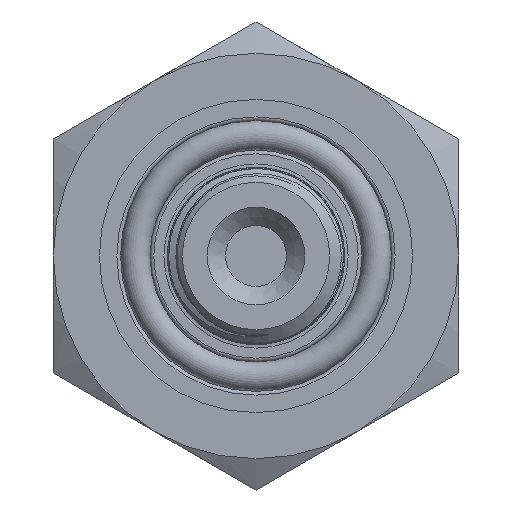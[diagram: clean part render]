
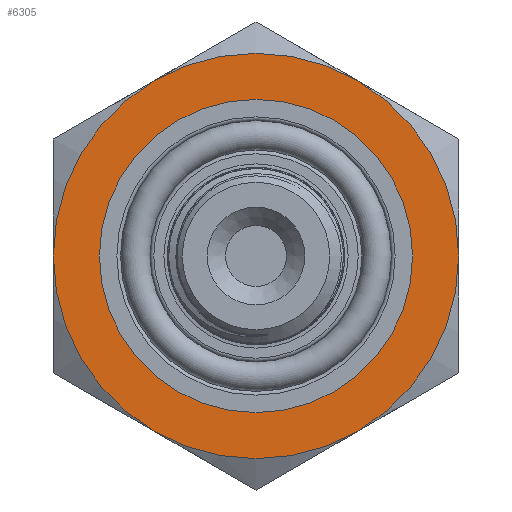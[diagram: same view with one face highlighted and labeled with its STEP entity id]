
A CAD part, left-side view. The second image highlights one B-rep face of the part: STEP entity #6305.
In plain terms, the highlighted planar face has unit normal (-1, 0, 0).
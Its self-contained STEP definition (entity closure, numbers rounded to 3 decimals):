
#351=PLANE('',#6496);
#390=FACE_BOUND('',#1129,.T.);
#736=FACE_OUTER_BOUND('',#1128,.T.);
#1128=EDGE_LOOP('',(#5751,#5752,#5753,#5754,#5755,#5756));
#1129=EDGE_LOOP('',(#5757));
#1215=CIRCLE('',#6461,11.);
#1216=CIRCLE('',#6463,11.);
#1217=CIRCLE('',#6465,11.);
#1218=CIRCLE('',#6467,11.);
#1219=CIRCLE('',#6469,11.);
#1220=CIRCLE('',#6471,11.);
#1229=CIRCLE('',#6495,8.5);
#2986=VERTEX_POINT('',#15953);
#2987=VERTEX_POINT('',#15957);
#2989=VERTEX_POINT('',#15964);
#2991=VERTEX_POINT('',#15974);
#2993=VERTEX_POINT('',#15987);
#2995=VERTEX_POINT('',#15997);
#3011=VERTEX_POINT('',#18489);
#3890=EDGE_CURVE('',#2986,#2987,#1215,.T.);
#3893=EDGE_CURVE('',#2989,#2986,#1216,.T.);
#3896=EDGE_CURVE('',#2991,#2989,#1217,.T.);
#3898=EDGE_CURVE('',#2993,#2991,#1218,.T.);
#3901=EDGE_CURVE('',#2995,#2993,#1219,.T.);
#3904=EDGE_CURVE('',#2987,#2995,#1220,.T.);
#3939=EDGE_CURVE('',#3011,#3011,#1229,.T.);
#5751=ORIENTED_EDGE('',*,*,#3904,.T.);
#5752=ORIENTED_EDGE('',*,*,#3901,.T.);
#5753=ORIENTED_EDGE('',*,*,#3898,.T.);
#5754=ORIENTED_EDGE('',*,*,#3896,.T.);
#5755=ORIENTED_EDGE('',*,*,#3893,.T.);
#5756=ORIENTED_EDGE('',*,*,#3890,.T.);
#5757=ORIENTED_EDGE('',*,*,#3939,.T.);
#6305=ADVANCED_FACE('',(#736,#390),#351,.T.);
#6461=AXIS2_PLACEMENT_3D('',#15961,#7049,#7050);
#6463=AXIS2_PLACEMENT_3D('',#15971,#7053,#7054);
#6465=AXIS2_PLACEMENT_3D('',#15981,#7057,#7058);
#6467=AXIS2_PLACEMENT_3D('',#15988,#7061,#7062);
#6469=AXIS2_PLACEMENT_3D('',#15998,#7065,#7066);
#6471=AXIS2_PLACEMENT_3D('',#16007,#7069,#7070);
#6495=AXIS2_PLACEMENT_3D('',#18490,#7123,#7124);
#6496=AXIS2_PLACEMENT_3D('',#18492,#7126,#7127);
#7049=DIRECTION('center_axis',(-1.,0.,0.));
#7050=DIRECTION('ref_axis',(0.,1.,0.));
#7053=DIRECTION('center_axis',(-1.,0.,0.));
#7054=DIRECTION('ref_axis',(0.,1.,0.));
#7057=DIRECTION('center_axis',(-1.,0.,0.));
#7058=DIRECTION('ref_axis',(0.,1.,0.));
#7061=DIRECTION('center_axis',(-1.,0.,0.));
#7062=DIRECTION('ref_axis',(0.,1.,0.));
#7065=DIRECTION('center_axis',(-1.,0.,0.));
#7066=DIRECTION('ref_axis',(0.,1.,0.));
#7069=DIRECTION('center_axis',(-1.,0.,0.));
#7070=DIRECTION('ref_axis',(0.,1.,0.));
#7123=DIRECTION('center_axis',(1.,0.,0.));
#7124=DIRECTION('ref_axis',(0.,0.,-1.));
#7126=DIRECTION('center_axis',(-1.,0.,0.));
#7127=DIRECTION('ref_axis',(0.,0.,1.));
#15953=CARTESIAN_POINT('',(-29.7,-11.,0.));
#15957=CARTESIAN_POINT('',(-29.7,-5.5,9.526));
#15961=CARTESIAN_POINT('Origin',(-29.7,0.,
0.));
#15964=CARTESIAN_POINT('',(-29.7,-5.5,-9.526));
#15971=CARTESIAN_POINT('Origin',(-29.7,0.,
0.));
#15974=CARTESIAN_POINT('',(-29.7,5.5,-9.526));
#15981=CARTESIAN_POINT('Origin',(-29.7,0.,
0.));
#15987=CARTESIAN_POINT('',(-29.7,11.,0.));
#15988=CARTESIAN_POINT('Origin',(-29.7,0.,
0.));
#15997=CARTESIAN_POINT('',(-29.7,5.5,9.526));
#15998=CARTESIAN_POINT('Origin',(-29.7,0.,
0.));
#16007=CARTESIAN_POINT('Origin',(-29.7,0.,
0.));
#18489=CARTESIAN_POINT('',(-29.7,-8.5,0.));
#18490=CARTESIAN_POINT('Origin',(-29.7,0.,
0.));
#18492=CARTESIAN_POINT('Origin',(-29.7,11.,0.));
